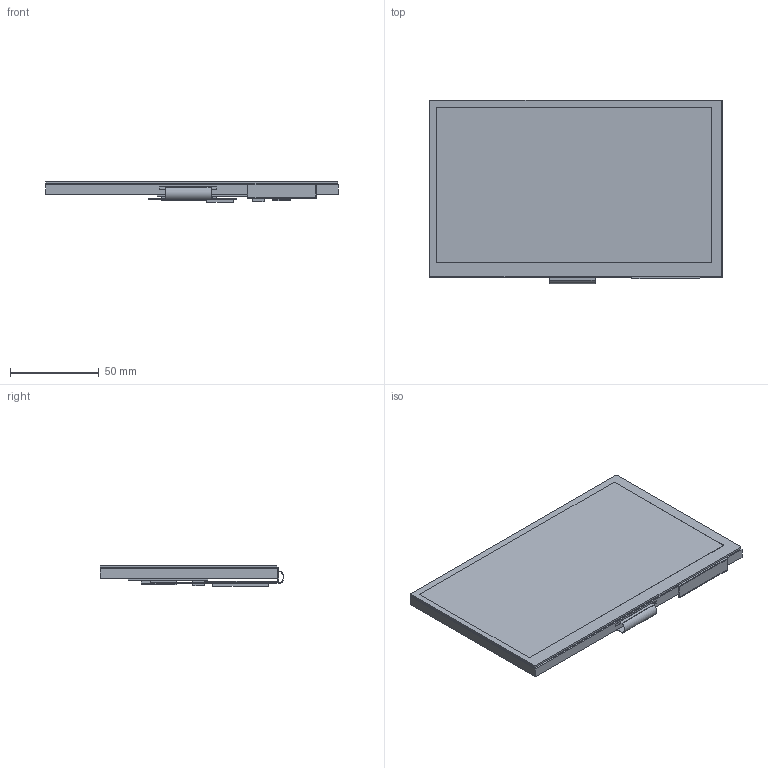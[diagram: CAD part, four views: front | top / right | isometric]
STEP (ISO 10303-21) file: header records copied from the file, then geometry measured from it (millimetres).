
FILE_DESCRIPTION(/* description */ (''),/* implementation_level */ '2;1');
FILE_NAME(/* name */ 'RVT70AQFNWC00_Re.1.0.0.stp',/* time_stamp */ '2017-10-09T13:50:11+02:00',/* author */ ('Paweł Dominik'),/* organization */ (''),/* preprocessor_version */ 'ST-DEVELOPER v16.1',/* originating_system */ 'Autodesk Inventor 2016',/* authorisation */ '');
FILE_SCHEMA (('AUTOMOTIVE_DESIGN { 1 0 10303 214 3 1 1 }'));
Length unit declared in the file: millimetre
Products named in the file (12): Pocket001; Pad017; TFT_tape_foiled; TP70_CG; TP70_FFC; TP70_Gasket; TP70_Loca; TP70_Sensor; TP70_VA; TP70_assembly; Pocket004; RVT70AQFNWC00
Assembly tree (11 placements, depth 3):
  RVT70AQFNWC00
    Pocket001
    Pad017
    Pocket004
    TFT_tape_foiled
    TP70_assembly
      TP70_CG
      TP70_FFC
      TP70_Gasket
      TP70_Loca
      TP70_Sensor
      TP70_VA
Bounding box: 164.8 x 103.55 x 11.79 mm (x, y, z)
Volume: 123648.6 mm3; surface area: 164048.7 mm2
Topology: 14 solids, 16 shells, 193 faces, 458 edges, 302 vertices
Faces by surface type: plane 178, cylinder 15
Entity records: 5807 total; most frequent: CARTESIAN_POINT 976, DIRECTION 920, ORIENTED_EDGE 912, EDGE_CURVE 458, LINE 428, VECTOR 428, VERTEX_POINT 302, AXIS2_PLACEMENT_3D 246
